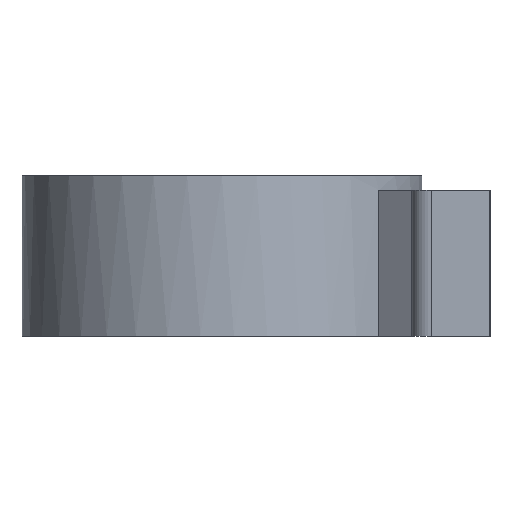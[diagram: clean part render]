
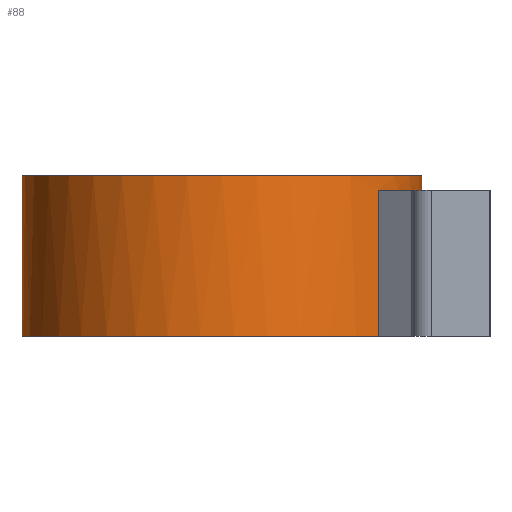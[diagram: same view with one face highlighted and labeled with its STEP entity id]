
A CAD part, left-side view. The second image highlights one B-rep face of the part: STEP entity #88.
In plain terms, the highlighted cylindrical face has radius 20.5 mm (diameter 41 mm), a full revolution.
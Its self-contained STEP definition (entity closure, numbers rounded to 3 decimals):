
#88 = ADVANCED_FACE( '', ( #128, #129 ), #130, .T. );
#128 = FACE_OUTER_BOUND( '', #179, .T. );
#129 = FACE_OUTER_BOUND( '', #180, .T. );
#130 = CYLINDRICAL_SURFACE( '', #181, 20.5 );
#179 = EDGE_LOOP( '', ( #301 ) );
#180 = EDGE_LOOP( '', ( #302, #303, #304, #305 ) );
#181 = AXIS2_PLACEMENT_3D( '', #306, #307, #308 );
#301 = ORIENTED_EDGE( '', *, *, #369, .F. );
#302 = ORIENTED_EDGE( '', *, *, #355, .T. );
#303 = ORIENTED_EDGE( '', *, *, #340, .T. );
#304 = ORIENTED_EDGE( '', *, *, #348, .F. );
#305 = ORIENTED_EDGE( '', *, *, #344, .T. );
#306 = CARTESIAN_POINT( '', ( 0., 3.5, 9. ) );
#307 = DIRECTION( '', ( 0., 0., -1. ) );
#308 = DIRECTION( '', ( 1., 0., 0. ) );
#340 = EDGE_CURVE( '', #386, #387, #388, .T. );
#344 = EDGE_CURVE( '', #394, #395, #396, .F. );
#348 = EDGE_CURVE( '', #394, #387, #402, .F. );
#355 = EDGE_CURVE( '', #395, #386, #413, .T. );
#369 = EDGE_CURVE( '', #434, #434, #435, .T. );
#386 = VERTEX_POINT( '', #460 );
#387 = VERTEX_POINT( '', #461 );
#388 = LINE( '', #462, #463 );
#394 = VERTEX_POINT( '', #472 );
#395 = VERTEX_POINT( '', #473 );
#396 = LINE( '', #474, #475 );
#402 = CIRCLE( '', #484, 20.5 );
#413 = CIRCLE( '', #499, 20.5 );
#434 = VERTEX_POINT( '', #528 );
#435 = CIRCLE( '', #529, 20.5 );
#460 = CARTESIAN_POINT( '', ( -12.693, -12.598, -7.5 ) );
#461 = CARTESIAN_POINT( '', ( -12.693, -12.598, 7.5 ) );
#462 = CARTESIAN_POINT( '', ( -12.693, -12.598, 9. ) );
#463 = VECTOR( '', #548, 1000. );
#472 = CARTESIAN_POINT( '', ( 12.693, -12.598, 7.5 ) );
#473 = CARTESIAN_POINT( '', ( 12.693, -12.598, -7.5 ) );
#474 = CARTESIAN_POINT( '', ( 12.693, -12.598, 9. ) );
#475 = VECTOR( '', #552, 1000. );
#484 = AXIS2_PLACEMENT_3D( '', #556, #557, #558 );
#499 = AXIS2_PLACEMENT_3D( '', #569, #570, #571 );
#528 = CARTESIAN_POINT( '', ( 20.5, 3.5, 9. ) );
#529 = AXIS2_PLACEMENT_3D( '', #595, #596, #597 );
#548 = DIRECTION( '', ( 0., 0., 1. ) );
#552 = DIRECTION( '', ( 0., 0., 1. ) );
#556 = CARTESIAN_POINT( '', ( 0., 3.5, 7.5 ) );
#557 = DIRECTION( '', ( 0., 0., 1. ) );
#558 = DIRECTION( '', ( 1., 0., 0. ) );
#569 = CARTESIAN_POINT( '', ( 0., 3.5, -7.5 ) );
#570 = DIRECTION( '', ( 0., 0., 1. ) );
#571 = DIRECTION( '', ( 1., 0., 0. ) );
#595 = CARTESIAN_POINT( '', ( 0., 3.5, 9. ) );
#596 = DIRECTION( '', ( 0., 0., 1. ) );
#597 = DIRECTION( '', ( 1., 0., 0. ) );
